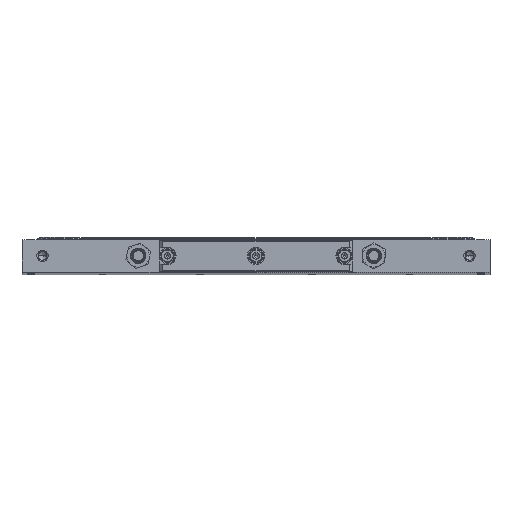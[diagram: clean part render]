
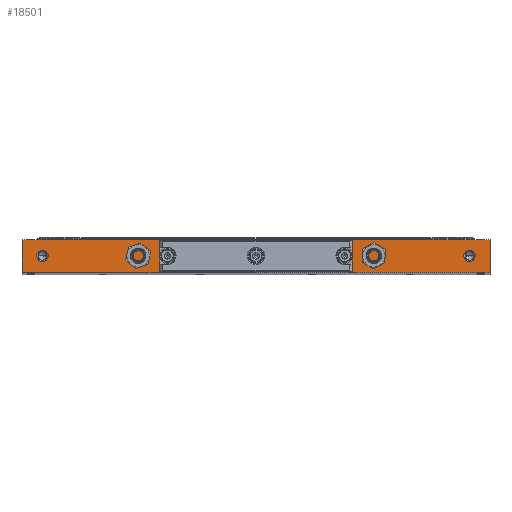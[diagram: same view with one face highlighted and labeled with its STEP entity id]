
A CAD part, top view. The second image highlights one B-rep face of the part: STEP entity #18501.
In plain terms, the highlighted planar face has unit normal (0, 0, 1).
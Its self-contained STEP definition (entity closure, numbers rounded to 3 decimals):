
#6047 = DIRECTION ( 'NONE',  ( 1., 0., 0. ) ) ;
#6920 = CARTESIAN_POINT ( 'NONE',  ( -203., 0., 0. ) ) ;
#7001 = CARTESIAN_POINT ( 'NONE',  ( -214., 0., 0. ) ) ;
#7033 = DIRECTION ( 'NONE',  ( 0., 0., 1. ) ) ;
#7034 = AXIS2_PLACEMENT_3D ( 'NONE', #7062, #7033, #6047 ) ;
#7036 = CIRCLE ( 'NONE', #7034, 5.5 ) ;
#7044 = VECTOR ( 'NONE', #7078, 1000. ) ;
#7058 = DIRECTION ( 'NONE',  ( 1., 0., 0. ) ) ;
#7059 = DIRECTION ( 'NONE',  ( 0., 0., 1. ) ) ;
#7060 = CARTESIAN_POINT ( 'NONE',  ( -208.5, 0., 0. ) ) ;
#7061 = AXIS2_PLACEMENT_3D ( 'NONE', #7060, #7059, #7058 ) ;
#7062 = CARTESIAN_POINT ( 'NONE',  ( 208.5, 0., 0. ) ) ;
#7076 = CARTESIAN_POINT ( 'NONE',  ( 228.5, 16., 0. ) ) ;
#7078 = DIRECTION ( 'NONE',  ( 1., 0., 0. ) ) ;
#7131 = LINE ( 'NONE', #7163, #7044 ) ;
#7163 = CARTESIAN_POINT ( 'NONE',  ( -228.5, 16., 0. ) ) ;
#7191 = CIRCLE ( 'NONE', #7061, 5.5 ) ;
#7278 = CARTESIAN_POINT ( 'NONE',  ( 203., 0., 0. ) ) ;
#7282 = CARTESIAN_POINT ( 'NONE',  ( 214., 0., 0. ) ) ;
#7313 = CARTESIAN_POINT ( 'NONE',  ( -228.5, 16., 0. ) ) ;
#7531 = VECTOR ( 'NONE', #7598, 1000. ) ;
#7532 = CARTESIAN_POINT ( 'NONE',  ( -228.5, -16., 0. ) ) ;
#7559 = CARTESIAN_POINT ( 'NONE',  ( -228.5, -16., 0. ) ) ;
#7562 = LINE ( 'NONE', #7532, #7531 ) ;
#7563 = CARTESIAN_POINT ( 'NONE',  ( 228.5, -16., 0. ) ) ;
#7598 = DIRECTION ( 'NONE',  ( -1., 0., 0. ) ) ;
#7687 = DIRECTION ( 'NONE',  ( 0., 0., 1. ) ) ;
#7688 = CARTESIAN_POINT ( 'NONE',  ( -208.5, 0., 0. ) ) ;
#7700 = CARTESIAN_POINT ( 'NONE',  ( -228.5, -16.3, 0. ) ) ;
#7702 = DIRECTION ( 'NONE',  ( -1., 0., 0. ) ) ;
#7703 = DIRECTION ( 'NONE',  ( 0., 0., -1. ) ) ;
#7704 = CARTESIAN_POINT ( 'NONE',  ( -272.941, -32.7, 0. ) ) ;
#7705 = AXIS2_PLACEMENT_3D ( 'NONE', #7704, #7703, #7702 ) ;
#7706 = PLANE ( 'NONE',  #7705 ) ;
#7707 = FACE_OUTER_BOUND ( 'NONE', #18392, .T. ) ;
#7735 = DIRECTION ( 'NONE',  ( 0., 1., 0. ) ) ;
#7736 = VECTOR ( 'NONE', #7735, 1000. ) ;
#7737 = CARTESIAN_POINT ( 'NONE',  ( 228.5, -16.3, 0. ) ) ;
#7738 = LINE ( 'NONE', #7737, #7736 ) ;
#7739 = FACE_BOUND ( 'NONE', #18404, .T. ) ;
#7740 = FACE_BOUND ( 'NONE', #18455, .T. ) ;
#7746 = VECTOR ( 'NONE', #7776, 1000. ) ;
#7747 = DIRECTION ( 'NONE',  ( 1., 0., 0. ) ) ;
#7760 = DIRECTION ( 'NONE',  ( 1., 0., 0. ) ) ;
#7761 = DIRECTION ( 'NONE',  ( 0., 0., 1. ) ) ;
#7762 = CARTESIAN_POINT ( 'NONE',  ( 208.5, 0., 0. ) ) ;
#7763 = AXIS2_PLACEMENT_3D ( 'NONE', #7762, #7761, #7760 ) ;
#7764 = CIRCLE ( 'NONE', #7763, 5.5 ) ;
#7766 = LINE ( 'NONE', #7700, #7746 ) ;
#7776 = DIRECTION ( 'NONE',  ( 0., -1., 0. ) ) ;
#7777 = AXIS2_PLACEMENT_3D ( 'NONE', #7688, #7687, #7747 ) ;
#7778 = CIRCLE ( 'NONE', #7777, 5.5 ) ;
#18122 = VERTEX_POINT ( 'NONE', #6920 ) ;
#18157 = EDGE_CURVE ( 'NONE', #18217, #18158, #7131, .T. ) ;
#18158 = VERTEX_POINT ( 'NONE', #7076 ) ;
#18165 = VERTEX_POINT ( 'NONE', #7001 ) ;
#18167 = EDGE_CURVE ( 'NONE', #18165, #18122, #7191, .T. ) ;
#18168 = EDGE_CURVE ( 'NONE', #18173, #18189, #7036, .T. ) ;
#18173 = VERTEX_POINT ( 'NONE', #7278 ) ;
#18189 = VERTEX_POINT ( 'NONE', #7282 ) ;
#18217 = VERTEX_POINT ( 'NONE', #7313 ) ;
#18367 = ORIENTED_EDGE ( 'NONE', *, *, #18168, .F. ) ;
#18369 = VERTEX_POINT ( 'NONE', #7563 ) ;
#18370 = ORIENTED_EDGE ( 'NONE', *, *, #18430, .T. ) ;
#18371 = ORIENTED_EDGE ( 'NONE', *, *, #18372, .F. ) ;
#18372 = EDGE_CURVE ( 'NONE', #18369, #18398, #7562, .T. ) ;
#18392 = EDGE_LOOP ( 'NONE', ( #18370, #18371, #18405, #18457 ) ) ;
#18398 = VERTEX_POINT ( 'NONE', #7559 ) ;
#18404 = EDGE_LOOP ( 'NONE', ( #18503, #18367 ) ) ;
#18405 = ORIENTED_EDGE ( 'NONE', *, *, #18463, .T. ) ;
#18430 = EDGE_CURVE ( 'NONE', #18217, #18398, #7766, .T. ) ;
#18432 = ORIENTED_EDGE ( 'NONE', *, *, #18433, .F. ) ;
#18433 = EDGE_CURVE ( 'NONE', #18122, #18165, #7778, .T. ) ;
#18434 = ORIENTED_EDGE ( 'NONE', *, *, #18167, .F. ) ;
#18455 = EDGE_LOOP ( 'NONE', ( #18432, #18434 ) ) ;
#18457 = ORIENTED_EDGE ( 'NONE', *, *, #18157, .F. ) ;
#18463 = EDGE_CURVE ( 'NONE', #18369, #18158, #7738, .T. ) ;
#18501 = ADVANCED_FACE ( 'NONE', ( #7740, #7739, #7707 ), #7706, .F. ) ;
#18503 = ORIENTED_EDGE ( 'NONE', *, *, #18504, .F. ) ;
#18504 = EDGE_CURVE ( 'NONE', #18189, #18173, #7764, .T. ) ;
